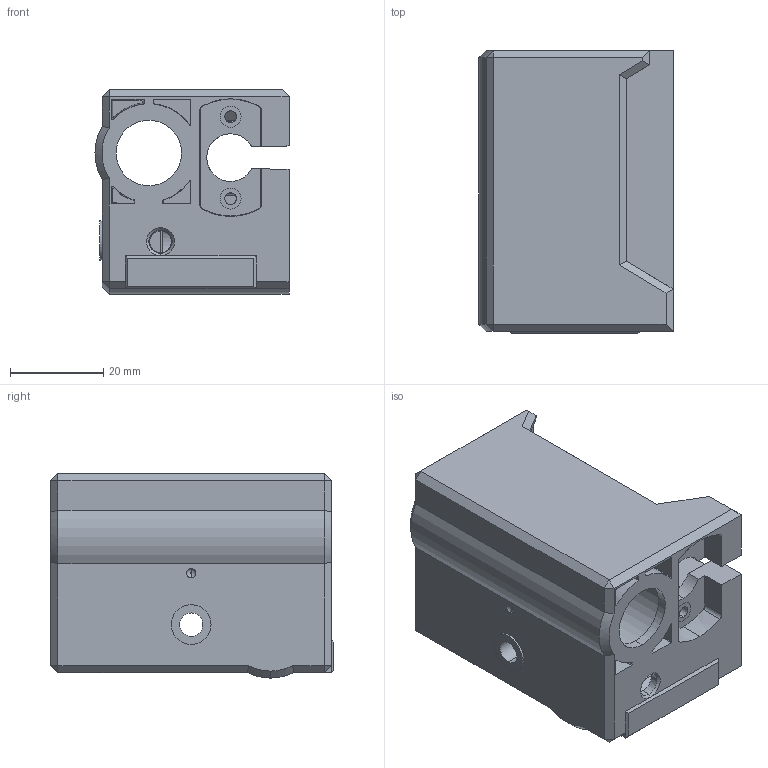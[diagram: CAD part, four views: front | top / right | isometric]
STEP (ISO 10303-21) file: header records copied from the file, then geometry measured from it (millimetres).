
FILE_DESCRIPTION (( 'STEP AP214' ), '1' );
FILE_NAME ('JXHSV06P-03004-d X-axis tensioning mounting seat.step', '2023-06-08T06:49:15', ( '微软用户' ), ( '微软中国' ), 'SwSTEP 2.0', 'SolidWorks 2020', '' );
FILE_SCHEMA (( 'AUTOMOTIVE_DESIGN' ));
Length unit declared in the file: millimetre
Products named in the file (1): JXHSV06P-03004-d X-axis tensioning mounting seat
Bounding box: 41.52 x 60.65 x 43.7 mm (x, y, z)
Volume: 38418.8 mm3; surface area: 34137.7 mm2
Topology: 3 solids, 3 shells, 522 faces, 1445 edges, 948 vertices
Faces by surface type: plane 284, cylinder 119, bspline 68, cone 47, torus 2, sphere 2
Entity records: 20374 total; most frequent: CARTESIAN_POINT 7004, ORIENTED_EDGE 2890, DIRECTION 2132, EDGE_CURVE 1445, VERTEX_POINT 948, LINE 864, VECTOR 864, AXIS2_PLACEMENT_3D 634
